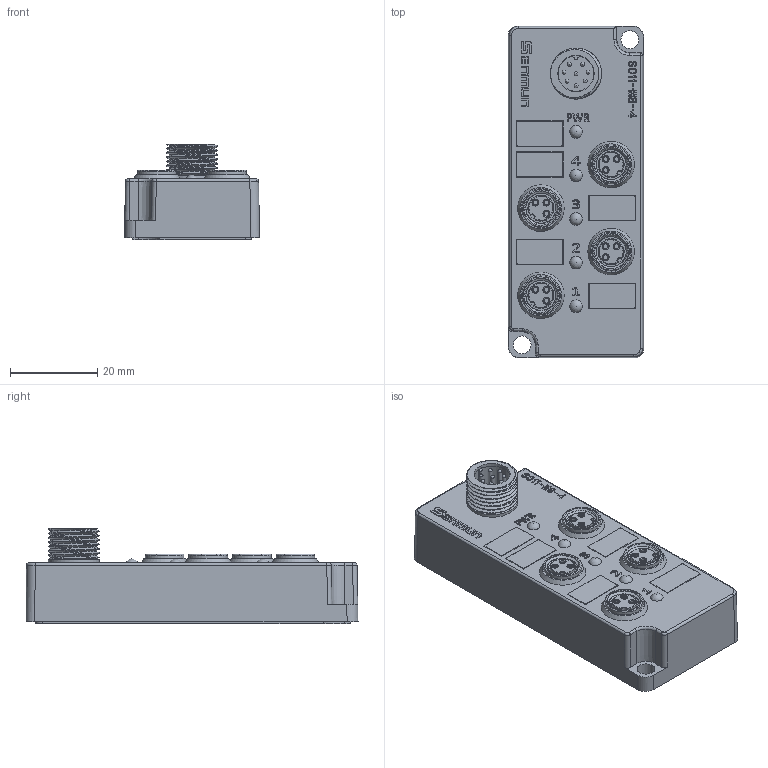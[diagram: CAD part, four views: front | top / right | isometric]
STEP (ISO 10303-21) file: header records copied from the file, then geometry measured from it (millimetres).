
FILE_DESCRIPTION(/* description */ (''),/* implementation_level */ '2;1');
FILE_NAME(/* name */ 'S011-M8-4 3D.stp',/* time_stamp */ '2024-08-15T17:06:32+08:00',/* author */ (''),/* organization */ (''),/* preprocessor_version */ 'ST-DEVELOPER v14',/* originating_system */ 'SIEMENS PLM Software NX 8.0',/* authorisation */ '');
FILE_SCHEMA (('AUTOMOTIVE_DESIGN { 1 0 10303 214 3 1 1 1 }'));
Products named in the file (1): S011-M8-4 3D_stp
Bounding box: 31 x 76.15 x 22 mm (x, y, z)
Volume: 92.7 mm3; surface area: 12284.8 mm2
Topology: 19 solids, 22 shells, 1044 faces, 2967 edges, 1973 vertices
Faces by surface type: plane 525, extrusion 228, cylinder 153, cone 75, bspline 30, sphere 19, torus 14
Full cylindrical faces by diameter (mm): 0.9 x8, 1.1 x12, 1.2 x12, 1.4 x24, 1.5 x24, 4.1 x2, 6 x4, 6.9 x2, 7 x4, 7.5 x4, 8.3 x1, 11.7 x7
Entity records: 49251 total; most frequent: CARTESIAN_POINT 20525, ORIENTED_EDGE 5310, DIRECTION 4247, EDGE_CURVE 2655, VERTEX_POINT 1832, VECTOR 1749, LINE 1521, EDGE_LOOP 1341
